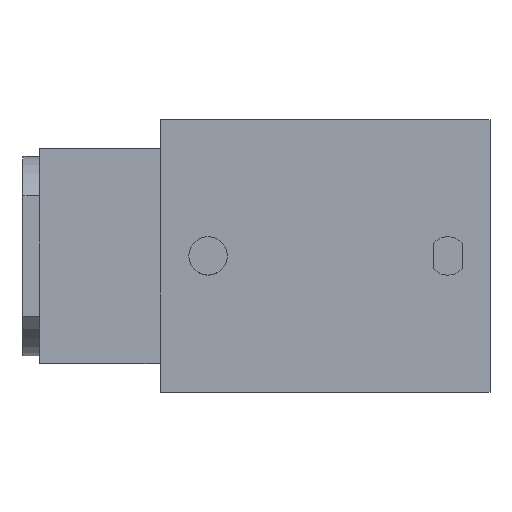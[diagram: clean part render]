
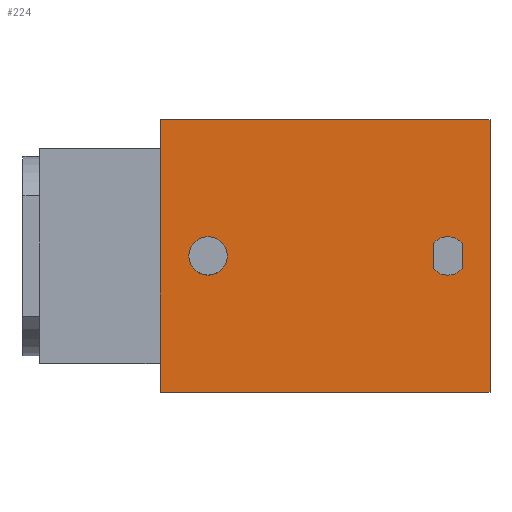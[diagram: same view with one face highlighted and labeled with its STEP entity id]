
A CAD part, top view. The second image highlights one B-rep face of the part: STEP entity #224.
In plain terms, the highlighted planar face has unit normal (0, 0, 1).
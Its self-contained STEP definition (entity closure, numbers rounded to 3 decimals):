
#91=LINE('',#1215,#154);
#110=LINE('',#1283,#173);
#111=LINE('',#1287,#174);
#112=LINE('',#1288,#175);
#113=LINE('',#1290,#176);
#114=LINE('',#1292,#177);
#154=VECTOR('',#968,1.);
#173=VECTOR('',#1027,1.);
#174=VECTOR('',#1030,1.);
#175=VECTOR('',#1031,1.);
#176=VECTOR('',#1032,1.);
#177=VECTOR('',#1033,1.);
#224=ADVANCED_FACE('',(#306,#307,#308),#271,.F.);
#271=PLANE('',#885);
#306=FACE_BOUND('',#344,.T.);
#307=FACE_BOUND('',#345,.T.);
#308=FACE_BOUND('',#346,.T.);
#344=EDGE_LOOP('',(#447,#448,#449,#450));
#345=EDGE_LOOP('',(#451,#452,#453,#454));
#346=EDGE_LOOP('',(#455));
#447=ORIENTED_EDGE('',*,*,#719,.T.);
#448=ORIENTED_EDGE('',*,*,#720,.T.);
#449=ORIENTED_EDGE('',*,*,#721,.T.);
#450=ORIENTED_EDGE('',*,*,#722,.T.);
#451=ORIENTED_EDGE('',*,*,#687,.F.);
#452=ORIENTED_EDGE('',*,*,#723,.F.);
#453=ORIENTED_EDGE('',*,*,#724,.F.);
#454=ORIENTED_EDGE('',*,*,#725,.F.);
#455=ORIENTED_EDGE('',*,*,#726,.F.);
#613=VERTEX_POINT('',#1216);
#614=VERTEX_POINT('',#1217);
#640=VERTEX_POINT('',#1281);
#641=VERTEX_POINT('',#1282);
#642=VERTEX_POINT('',#1284);
#643=VERTEX_POINT('',#1286);
#644=VERTEX_POINT('',#1289);
#645=VERTEX_POINT('',#1291);
#646=VERTEX_POINT('',#1294);
#687=EDGE_CURVE('',#613,#614,#91,.T.);
#719=EDGE_CURVE('',#640,#641,#803,.T.);
#720=EDGE_CURVE('',#641,#642,#110,.T.);
#721=EDGE_CURVE('',#642,#643,#804,.T.);
#722=EDGE_CURVE('',#643,#640,#111,.T.);
#723=EDGE_CURVE('',#644,#613,#112,.T.);
#724=EDGE_CURVE('',#645,#644,#113,.T.);
#725=EDGE_CURVE('',#614,#645,#114,.T.);
#726=EDGE_CURVE('',#646,#646,#805,.T.);
#803=CIRCLE('',#882,10.);
#804=CIRCLE('',#883,10.);
#805=CIRCLE('',#884,10.);
#882=AXIS2_PLACEMENT_3D('',#1280,#1025,#1026);
#883=AXIS2_PLACEMENT_3D('',#1285,#1028,#1029);
#884=AXIS2_PLACEMENT_3D('',#1293,#1034,#1035);
#885=AXIS2_PLACEMENT_3D('',#1295,#1036,#1037);
#968=DIRECTION('',(0.,1.,0.));
#1025=DIRECTION('',(0.,0.,-1.));
#1026=DIRECTION('',(1.,0.,0.));
#1027=DIRECTION('',(0.,1.,0.));
#1028=DIRECTION('',(0.,0.,-1.));
#1029=DIRECTION('',(1.,0.,0.));
#1030=DIRECTION('',(0.,-1.,0.));
#1031=DIRECTION('',(-1.,0.,0.));
#1032=DIRECTION('',(0.,-1.,0.));
#1033=DIRECTION('',(1.,0.,0.));
#1034=DIRECTION('',(0.,0.,1.));
#1035=DIRECTION('',(-1.,0.,0.));
#1036=DIRECTION('',(0.,0.,-1.));
#1037=DIRECTION('',(-1.,0.,0.));
#1215=CARTESIAN_POINT('',(-25.,71.,0.));
#1216=CARTESIAN_POINT('',(-25.,-71.,0.));
#1217=CARTESIAN_POINT('',(-25.,71.,0.));
#1280=CARTESIAN_POINT('',(125.,0.,0.));
#1281=CARTESIAN_POINT('',(132.5,-6.614,0.));
#1282=CARTESIAN_POINT('',(117.5,-6.614,0.));
#1283=CARTESIAN_POINT('',(117.5,6.614,0.));
#1284=CARTESIAN_POINT('',(117.5,6.614,0.));
#1285=CARTESIAN_POINT('',(125.,0.,0.));
#1286=CARTESIAN_POINT('',(132.5,6.614,0.));
#1287=CARTESIAN_POINT('',(132.5,-6.614,0.));
#1288=CARTESIAN_POINT('',(147.,-71.,0.));
#1289=CARTESIAN_POINT('',(147.,-71.,0.));
#1290=CARTESIAN_POINT('',(147.,-71.,0.));
#1291=CARTESIAN_POINT('',(147.,71.,0.));
#1292=CARTESIAN_POINT('',(-25.,71.,0.));
#1293=CARTESIAN_POINT('',(0.,0.,
0.));
#1294=CARTESIAN_POINT('',(-10.,0.,0.));
#1295=CARTESIAN_POINT('',(-25.,71.,0.));
